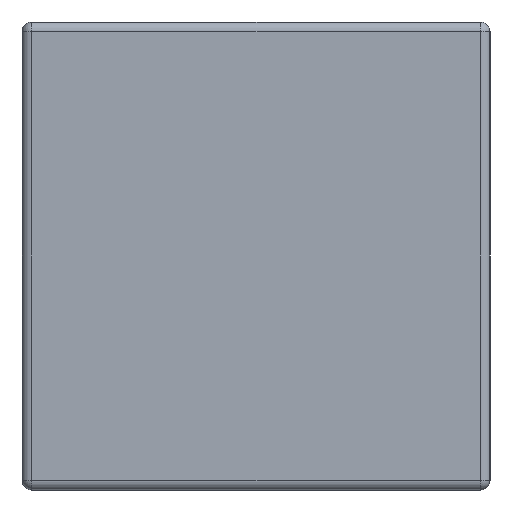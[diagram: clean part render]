
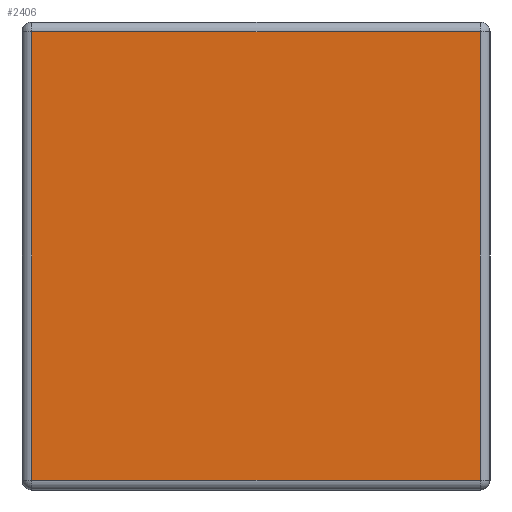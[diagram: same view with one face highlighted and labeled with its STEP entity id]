
A CAD part, left-side view. The second image highlights one B-rep face of the part: STEP entity #2406.
In plain terms, the highlighted planar face has unit normal (-1, 0, 0).
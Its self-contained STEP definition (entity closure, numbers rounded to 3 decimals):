
#33 = CARTESIAN_POINT ( 'NONE',  ( 0., 0., 0. ) ) ;
#35 = DIRECTION ( 'NONE',  ( 0., 0., -1. ) ) ;
#49 = VECTOR ( 'NONE', #2747, 1000. ) ;
#189 = ORIENTED_EDGE ( 'NONE', *, *, #4570, .T. ) ;
#190 = VERTEX_POINT ( 'NONE', #2385 ) ;
#397 = AXIS2_PLACEMENT_3D ( 'NONE', #33, #1474, #3582 ) ;
#650 = CARTESIAN_POINT ( 'NONE',  ( 0., 0.7, -0.015 ) ) ;
#691 = FACE_OUTER_BOUND ( 'NONE', #1801, .T. ) ;
#954 = ORIENTED_EDGE ( 'NONE', *, *, #4202, .T. ) ;
#983 = CARTESIAN_POINT ( 'NONE',  ( 0., 0.015, -0.015 ) ) ;
#1243 = CARTESIAN_POINT ( 'NONE',  ( 0., 0.015, -0.685 ) ) ;
#1266 = CARTESIAN_POINT ( 'NONE',  ( 0., 0.685, -0.015 ) ) ;
#1271 = LINE ( 'NONE', #2465, #2998 ) ;
#1353 = VERTEX_POINT ( 'NONE', #1243 ) ;
#1422 = EDGE_CURVE ( 'NONE', #4089, #4517, #2800, .T. ) ;
#1474 = DIRECTION ( 'NONE',  ( -1., 0., 0. ) ) ;
#1801 = EDGE_LOOP ( 'NONE', ( #954, #2892, #1850, #189 ) ) ;
#1837 = LINE ( 'NONE', #2241, #3459 ) ;
#1850 = ORIENTED_EDGE ( 'NONE', *, *, #1422, .T. ) ;
#2167 = DIRECTION ( 'NONE',  ( 0., 0., 1. ) ) ;
#2241 = CARTESIAN_POINT ( 'NONE',  ( 0., 0.015, 0. ) ) ;
#2385 = CARTESIAN_POINT ( 'NONE',  ( 0., 0.685, -0.685 ) ) ;
#2406 = ADVANCED_FACE ( 'NONE', ( #691 ), #4175, .T. ) ;
#2465 = CARTESIAN_POINT ( 'NONE',  ( 0., 0., -0.685 ) ) ;
#2747 = DIRECTION ( 'NONE',  ( 0., 1., 0. ) ) ;
#2800 = LINE ( 'NONE', #650, #49 ) ;
#2892 = ORIENTED_EDGE ( 'NONE', *, *, #3275, .T. ) ;
#2998 = VECTOR ( 'NONE', #3913, 1000. ) ;
#3275 = EDGE_CURVE ( 'NONE', #1353, #4089, #1837, .T. ) ;
#3459 = VECTOR ( 'NONE', #2167, 1000. ) ;
#3582 = DIRECTION ( 'NONE',  ( 0., 0., 1. ) ) ;
#3913 = DIRECTION ( 'NONE',  ( 0., -1., 0. ) ) ;
#4089 = VERTEX_POINT ( 'NONE', #983 ) ;
#4175 = PLANE ( 'NONE',  #397 ) ;
#4202 = EDGE_CURVE ( 'NONE', #190, #1353, #1271, .T. ) ;
#4347 = LINE ( 'NONE', #4650, #4371 ) ;
#4371 = VECTOR ( 'NONE', #35, 1000. ) ;
#4517 = VERTEX_POINT ( 'NONE', #1266 ) ;
#4570 = EDGE_CURVE ( 'NONE', #4517, #190, #4347, .T. ) ;
#4650 = CARTESIAN_POINT ( 'NONE',  ( 0., 0.685, -0.7 ) ) ;
